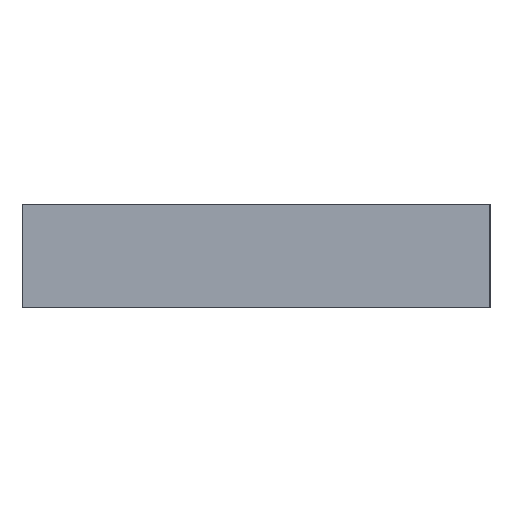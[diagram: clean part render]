
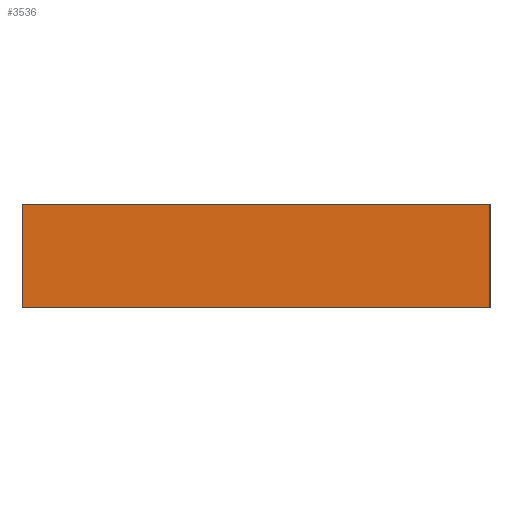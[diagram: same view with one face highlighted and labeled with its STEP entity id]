
A CAD part, left-side view. The second image highlights one B-rep face of the part: STEP entity #3536.
In plain terms, the highlighted planar face has unit normal (-1, 0, 0).
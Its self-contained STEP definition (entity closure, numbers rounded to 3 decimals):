
#165=FACE_OUTER_BOUND('',#366,.T.);
#366=EDGE_LOOP('',(#2734,#2735,#2736,#2737));
#512=LINE('',#4878,#981);
#727=LINE('',#5383,#1196);
#782=LINE('',#5503,#1251);
#783=LINE('',#5504,#1252);
#981=VECTOR('',#3937,10.);
#1196=VECTOR('',#4322,10.);
#1251=VECTOR('',#4405,10.);
#1252=VECTOR('',#4406,10.);
#1446=VERTEX_POINT('',#4875);
#1447=VERTEX_POINT('',#4877);
#1650=VERTEX_POINT('',#5377);
#1652=VERTEX_POINT('',#5381);
#1787=EDGE_CURVE('',#1446,#1447,#512,.T.);
#2042=EDGE_CURVE('',#1650,#1652,#727,.T.);
#2104=EDGE_CURVE('',#1652,#1447,#782,.T.);
#2105=EDGE_CURVE('',#1650,#1446,#783,.T.);
#2734=ORIENTED_EDGE('',*,*,#2042,.T.);
#2735=ORIENTED_EDGE('',*,*,#2104,.T.);
#2736=ORIENTED_EDGE('',*,*,#1787,.F.);
#2737=ORIENTED_EDGE('',*,*,#2105,.F.);
#3360=PLANE('',#3777);
#3536=ADVANCED_FACE('',(#165),#3360,.T.);
#3777=AXIS2_PLACEMENT_3D('',#5502,#4403,#4404);
#3937=DIRECTION('',(0.,-1.,0.));
#4322=DIRECTION('',(0.,-1.,0.));
#4403=DIRECTION('center_axis',(-1.,0.,0.));
#4404=DIRECTION('ref_axis',(0.,-1.,0.));
#4405=DIRECTION('',(0.,0.,1.));
#4406=DIRECTION('',(0.,0.,1.));
#4875=CARTESIAN_POINT('',(85.,66.,15.));
#4877=CARTESIAN_POINT('',(85.,-2.,15.));
#4878=CARTESIAN_POINT('',(85.,66.,15.));
#5377=CARTESIAN_POINT('',(85.,66.,0.));
#5381=CARTESIAN_POINT('',(85.,-2.,0.));
#5383=CARTESIAN_POINT('',(85.,66.,0.));
#5502=CARTESIAN_POINT('Origin',(85.,66.,0.));
#5503=CARTESIAN_POINT('',(85.,-2.,0.));
#5504=CARTESIAN_POINT('',(85.,66.,0.));
